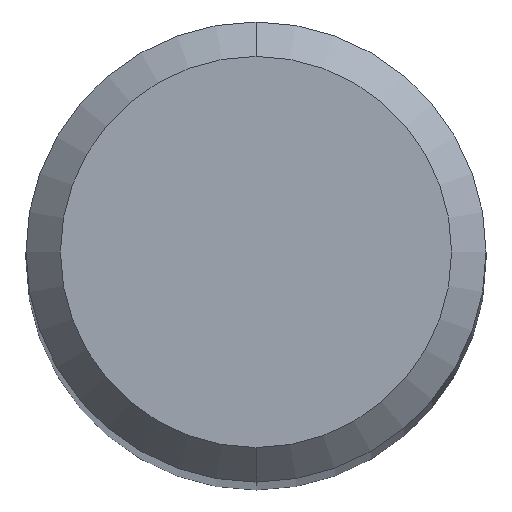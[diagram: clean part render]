
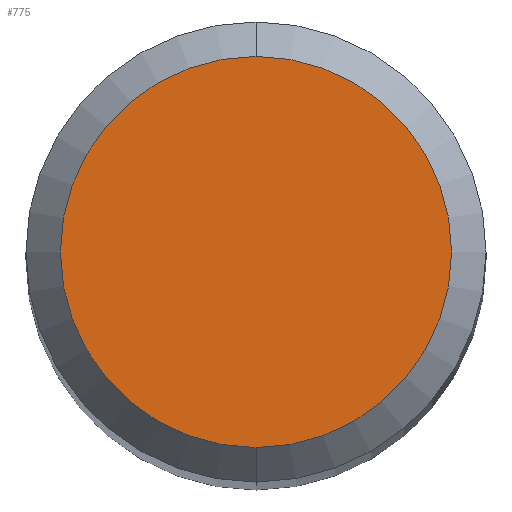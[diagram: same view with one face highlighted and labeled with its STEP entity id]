
A CAD part, top view. The second image highlights one B-rep face of the part: STEP entity #775.
In plain terms, the highlighted planar face has unit normal (0, 0, 1).
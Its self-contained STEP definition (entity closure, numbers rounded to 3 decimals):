
#493=EDGE_CURVE('',#497,#1127,#1258,.T.);
#497=VERTEX_POINT('',#1262);
#775=ADVANCED_FACE('',(#1564),#1565,.T.);
#947=EDGE_CURVE('',#1127,#497,#1752,.T.);
#1127=VERTEX_POINT('',#1948);
#1258=CIRCLE('',#2422,1.7);
#1262=CARTESIAN_POINT('',(0.0,1.7,0.0));
#1564=FACE_OUTER_BOUND('',#3435,.T.);
#1565=PLANE('',#3436);
#1752=CIRCLE('',#4258,1.7);
#1948=CARTESIAN_POINT('',(0.,-1.7,0.0));
#2422=AXIS2_PLACEMENT_3D('',#5113,#5114,#5115);
#3435=EDGE_LOOP('',(#5436,#5437));
#3436=AXIS2_PLACEMENT_3D('',#5438,#5439,#5440);
#4258=AXIS2_PLACEMENT_3D('',#5639,#5640,#5641);
#5113=CARTESIAN_POINT('',(0.0,0.0,0.0));
#5114=DIRECTION('',(0.0,0.0,-1.0));
#5115=DIRECTION('',(0.0,1.0,0.0));
#5436=ORIENTED_EDGE('',*,*,#493,.F.);
#5437=ORIENTED_EDGE('',*,*,#947,.F.);
#5438=CARTESIAN_POINT('',(0.0,0.85,0.0));
#5439=DIRECTION('',(-0.0,0.0,1.0));
#5440=DIRECTION('',(0.0,-1.0,0.0));
#5639=CARTESIAN_POINT('',(0.0,0.0,0.0));
#5640=DIRECTION('',(0.0,0.0,-1.0));
#5641=DIRECTION('',(0.0,1.0,0.0));
